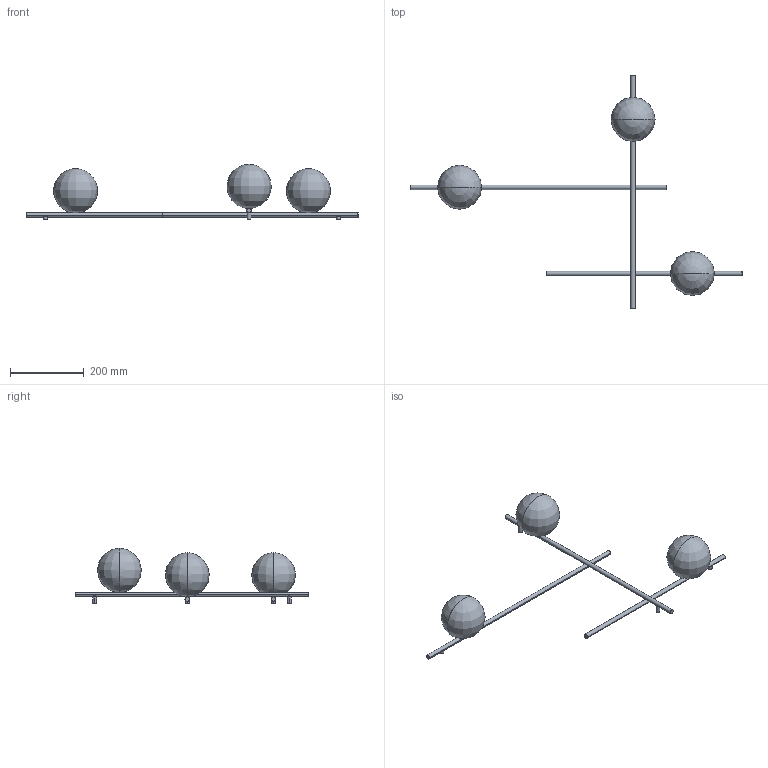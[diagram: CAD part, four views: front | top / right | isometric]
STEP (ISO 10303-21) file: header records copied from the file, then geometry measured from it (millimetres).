
FILE_DESCRIPTION(/* description */ (''),/* implementation_level */ '2;1');
FILE_NAME(/* name */ '1744.377_MIKADO',/* time_stamp */ '2024-04-09T15:35:55+02:00',/* author */ (''),/* organization */ (''),/* preprocessor_version */ 'ST-DEVELOPER v16.5',/* originating_system */ 'Rhino 7.15',/* authorisation */ '');
FILE_SCHEMA (('CONFIG_CONTROL_DESIGN'));
Length unit declared in the file: millimetre
Products named in the file (1): Document
Bounding box: 903.48 x 635 x 150.39 mm (x, y, z)
Volume: 1460201.7 mm3; surface area: 406401.5 mm2
Topology: 11 solids, 13 shells, 50 faces, 102 edges, 52 vertices
Faces by surface type: bspline 24, cylinder 14, plane 12
Entity records: 1758 total; most frequent: CARTESIAN_POINT 1123, ORIENTED_EDGE 152, EDGE_CURVE 78, VERTEX_POINT 52, ADVANCED_FACE 50, FACE_OUTER_BOUND 50, EDGE_LOOP 50, DIRECTION 32
